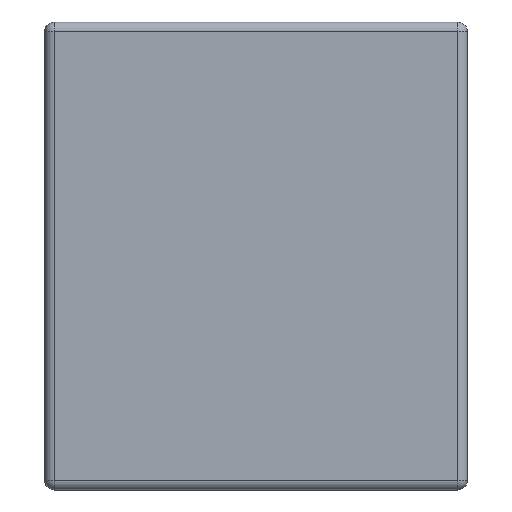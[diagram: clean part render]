
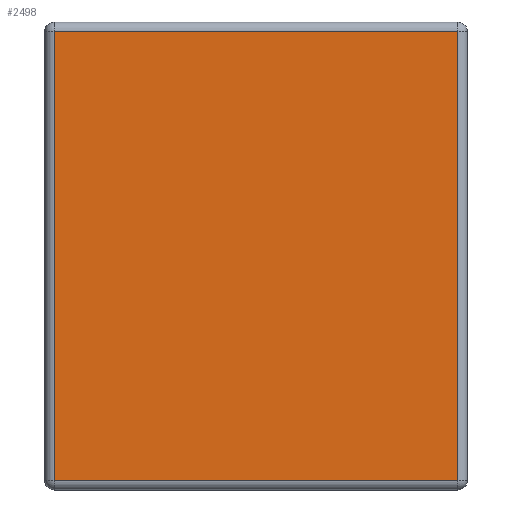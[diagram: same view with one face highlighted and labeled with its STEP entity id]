
A CAD part, left-side view. The second image highlights one B-rep face of the part: STEP entity #2498.
In plain terms, the highlighted planar face has unit normal (-1, 0, 0).
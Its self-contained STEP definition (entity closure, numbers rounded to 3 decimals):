
#28 = DIRECTION ( 'NONE',  ( 0., 0., -1. ) ) ;
#217 = LINE ( 'NONE', #2920, #1960 ) ;
#334 = PLANE ( 'NONE',  #1041 ) ;
#554 = EDGE_CURVE ( 'NONE', #4319, #2625, #660, .T. ) ;
#651 = CARTESIAN_POINT ( 'NONE',  ( 0., 0., 0. ) ) ;
#660 = LINE ( 'NONE', #1822, #2378 ) ;
#679 = DIRECTION ( 'NONE',  ( 0., 0., 1. ) ) ;
#702 = ORIENTED_EDGE ( 'NONE', *, *, #825, .T. ) ;
#825 = EDGE_CURVE ( 'NONE', #1651, #1450, #2439, .T. ) ;
#849 = VECTOR ( 'NONE', #4661, 1000. ) ;
#1041 = AXIS2_PLACEMENT_3D ( 'NONE', #651, #3887, #679 ) ;
#1428 = CARTESIAN_POINT ( 'NONE',  ( 0., 0.032, -0.032 ) ) ;
#1450 = VERTEX_POINT ( 'NONE', #3941 ) ;
#1543 = ORIENTED_EDGE ( 'NONE', *, *, #554, .T. ) ;
#1650 = EDGE_CURVE ( 'NONE', #1450, #4319, #217, .T. ) ;
#1651 = VERTEX_POINT ( 'NONE', #1428 ) ;
#1822 = CARTESIAN_POINT ( 'NONE',  ( 0., 0., -1.518 ) ) ;
#1960 = VECTOR ( 'NONE', #28, 1000. ) ;
#1988 = ORIENTED_EDGE ( 'NONE', *, *, #1650, .T. ) ;
#2372 = DIRECTION ( 'NONE',  ( 0., 1., 0. ) ) ;
#2378 = VECTOR ( 'NONE', #3281, 1000. ) ;
#2439 = LINE ( 'NONE', #3746, #4382 ) ;
#2498 = ADVANCED_FACE ( 'NONE', ( #4667 ), #334, .T. ) ;
#2625 = VERTEX_POINT ( 'NONE', #3254 ) ;
#2805 = EDGE_CURVE ( 'NONE', #2625, #1651, #3857, .T. ) ;
#2920 = CARTESIAN_POINT ( 'NONE',  ( 0., 1.368, -1.55 ) ) ;
#2925 = CARTESIAN_POINT ( 'NONE',  ( 0., 0.032, 0. ) ) ;
#2996 = CARTESIAN_POINT ( 'NONE',  ( 0., 1.368, -1.518 ) ) ;
#3254 = CARTESIAN_POINT ( 'NONE',  ( 0., 0.032, -1.518 ) ) ;
#3281 = DIRECTION ( 'NONE',  ( 0., -1., 0. ) ) ;
#3746 = CARTESIAN_POINT ( 'NONE',  ( 0., 1.4, -0.032 ) ) ;
#3857 = LINE ( 'NONE', #2925, #849 ) ;
#3887 = DIRECTION ( 'NONE',  ( -1., 0., 0. ) ) ;
#3889 = EDGE_LOOP ( 'NONE', ( #1543, #4240, #702, #1988 ) ) ;
#3941 = CARTESIAN_POINT ( 'NONE',  ( 0., 1.368, -0.032 ) ) ;
#4240 = ORIENTED_EDGE ( 'NONE', *, *, #2805, .T. ) ;
#4319 = VERTEX_POINT ( 'NONE', #2996 ) ;
#4382 = VECTOR ( 'NONE', #2372, 1000. ) ;
#4661 = DIRECTION ( 'NONE',  ( 0., 0., 1. ) ) ;
#4667 = FACE_OUTER_BOUND ( 'NONE', #3889, .T. ) ;
